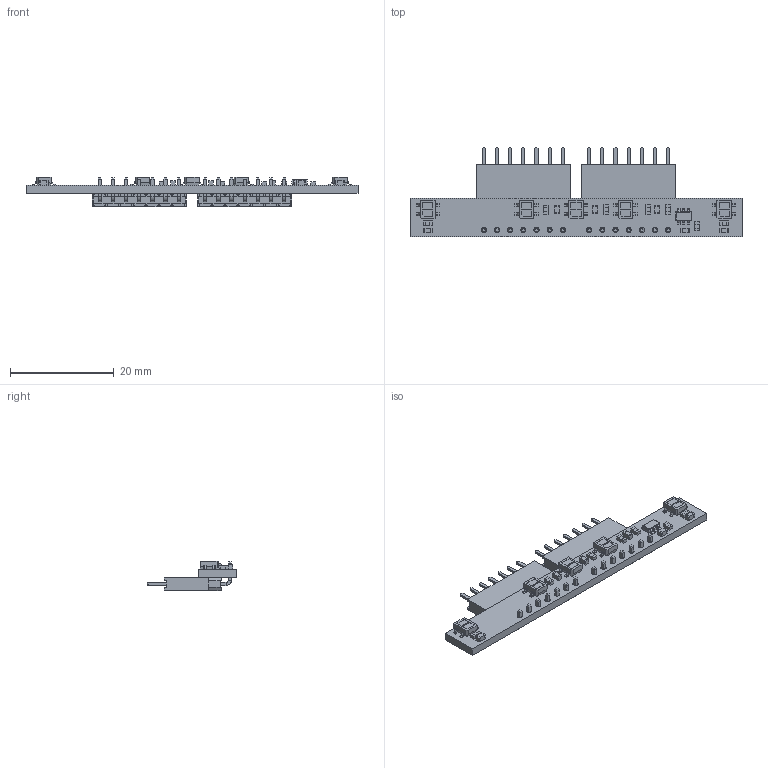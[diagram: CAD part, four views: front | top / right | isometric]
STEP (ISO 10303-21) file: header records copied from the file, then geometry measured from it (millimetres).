
FILE_DESCRIPTION (( 'STEP AP214' ), '1' );
FILE_NAME ('5-channel-reflectance-sensor-array-for-balboa-32u4-balancing-robot.step', '2018-09-21T23:24:55', ( '' ), ( '' ), 'SwSTEP 2.0', 'SolidWorks 2016', '' );
FILE_SCHEMA (( 'AUTOMOTIVE_DESIGN' ));
Length unit declared in the file: millimetre
Products named in the file (1): 5-channel-reflectance-sensor-array-for-balboa-32u4-balancing-robot
Bounding box: 64.01 x 17.18 x 5.59 mm (x, y, z)
Volume: 1607.5 mm3; surface area: 3899 mm2
Topology: 5 solids, 5 shells, 1958 faces, 5243 edges, 3335 vertices
Faces by surface type: plane 1649, bspline 155, cylinder 154
Full cylindrical faces by diameter (mm): 1.016 x14
Entity records: 86507 total; most frequent: CARTESIAN_POINT 16974, ORIENTED_EDGE 10458, DIRECTION 8775, EDGE_CURVE 5229, LINE 4583, VECTOR 4583, VERTEX_POINT 3335, EDGE_LOOP 2146
